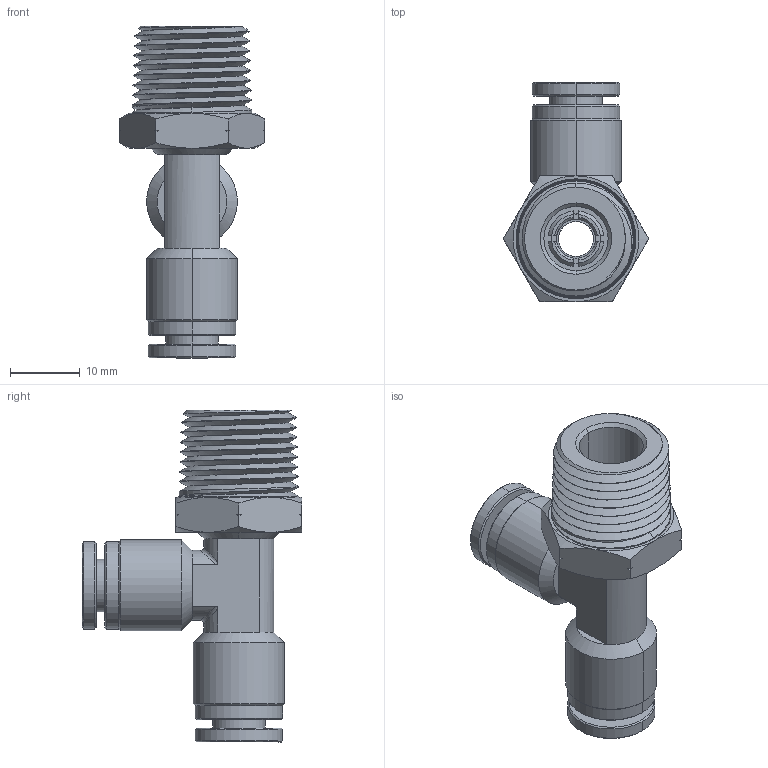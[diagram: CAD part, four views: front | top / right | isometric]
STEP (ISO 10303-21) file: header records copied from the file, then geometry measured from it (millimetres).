
FILE_DESCRIPTION (( 'STEP AP214' ), '1' );
FILE_NAME ('RTS1-4N3-8W.STEP', '2018-07-26T16:51:48', ( '' ), ( '' ), 'SwSTEP 2.0', 'SolidWorks 2016', '' );
FILE_SCHEMA (( 'AUTOMOTIVE_DESIGN' ));
Length unit declared in the file: millimetre
Products named in the file (1): RTS1-4N3-8W
Bounding box: 20.78 x 31.41 x 47.51 mm (x, y, z)
Volume: 6101.2 mm3; surface area: 8760.9 mm2
Topology: 12 solids, 12 shells, 796 faces, 2143 edges, 1385 vertices
Faces by surface type: cone 292, plane 270, cylinder 150, bspline 80, torus 4
Entity records: 39163 total; most frequent: CARTESIAN_POINT 11577, ORIENTED_EDGE 4286, DIRECTION 3476, EDGE_CURVE 2143, AXIS2_PLACEMENT_3D 1417, VERTEX_POINT 1385, EDGE_LOOP 836, UNCERTAINTY_MEASURE_WITH_UNIT 810
